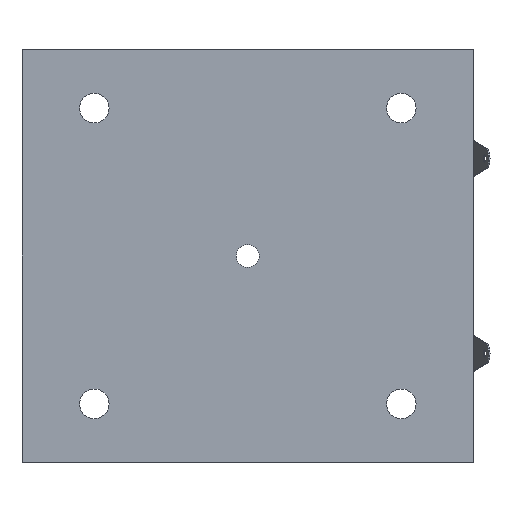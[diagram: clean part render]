
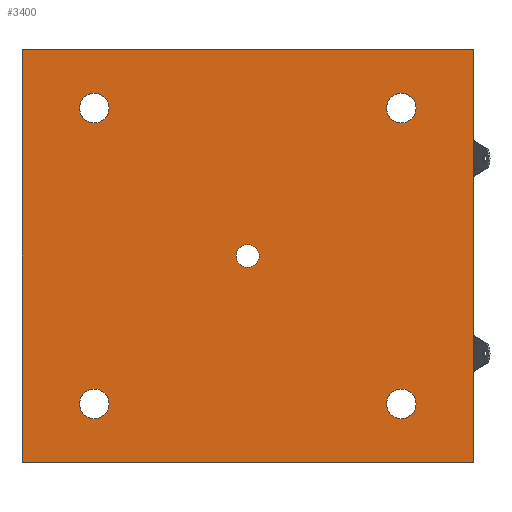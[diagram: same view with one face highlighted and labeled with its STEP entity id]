
A CAD part, front view. The second image highlights one B-rep face of the part: STEP entity #3400.
In plain terms, the highlighted planar face has unit normal (0, -1, 0).
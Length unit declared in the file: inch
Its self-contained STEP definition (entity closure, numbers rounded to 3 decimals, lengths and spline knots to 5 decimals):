
#113 = DIRECTION ( 'NONE',  ( 0., 0., 1. ) ) ;
#121 = DIRECTION ( 'NONE',  ( 0., 1., 0. ) ) ;
#167 = EDGE_CURVE ( 'NONE', #2395, #7060, #10851, .T. ) ;
#169 = CARTESIAN_POINT ( 'NONE',  ( -0.815, 0., 0.785 ) ) ;
#177 = AXIS2_PLACEMENT_3D ( 'NONE', #626, #6183, #9892 ) ;
#211 = DIRECTION ( 'NONE',  ( 0., 0., 1. ) ) ;
#233 = DIRECTION ( 'NONE',  ( 0., 0., 1. ) ) ;
#460 = DIRECTION ( 'NONE',  ( 0., 0., -1. ) ) ;
#491 = ORIENTED_EDGE ( 'NONE', *, *, #10809, .F. ) ;
#504 = DIRECTION ( 'NONE',  ( 0., 0., 1. ) ) ;
#626 = CARTESIAN_POINT ( 'NONE',  ( -0.815, 0., 0.785 ) ) ;
#873 = PLANE ( 'NONE',  #8222 ) ;
#1150 = CARTESIAN_POINT ( 'NONE',  ( 1.1985, 0., -1.096 ) ) ;
#1227 = LINE ( 'NONE', #4279, #6909 ) ;
#1303 = CIRCLE ( 'NONE', #2730, 0.0785 ) ;
#1392 = CARTESIAN_POINT ( 'NONE',  ( -1.1985, 0., 1.096 ) ) ;
#1537 = CARTESIAN_POINT ( 'NONE',  ( 1.1985, 0., 1.096 ) ) ;
#1554 = CARTESIAN_POINT ( 'NONE',  ( 0.815, 0., 0.785 ) ) ;
#1618 = AXIS2_PLACEMENT_3D ( 'NONE', #5952, #11348, #233 ) ;
#1649 = AXIS2_PLACEMENT_3D ( 'NONE', #1554, #10775, #504 ) ;
#1673 = CARTESIAN_POINT ( 'NONE',  ( 0.815, 0., 0.7065 ) ) ;
#1726 = VERTEX_POINT ( 'NONE', #11214 ) ;
#1735 = CARTESIAN_POINT ( 'NONE',  ( 0., 0., 0.061 ) ) ;
#1768 = ORIENTED_EDGE ( 'NONE', *, *, #167, .F. ) ;
#1797 = DIRECTION ( 'NONE',  ( 0., 0., 1. ) ) ;
#1806 = LINE ( 'NONE', #1392, #11404 ) ;
#1874 = VERTEX_POINT ( 'NONE', #1150 ) ;
#2137 = VERTEX_POINT ( 'NONE', #1735 ) ;
#2299 = CARTESIAN_POINT ( 'NONE',  ( 1.1985, 0., 1.096 ) ) ;
#2305 = DIRECTION ( 'NONE',  ( 0., 1., 0. ) ) ;
#2344 = CIRCLE ( 'NONE', #10507, 0.061 ) ;
#2384 = CARTESIAN_POINT ( 'NONE',  ( -0.815, 0., -0.8635 ) ) ;
#2395 = VERTEX_POINT ( 'NONE', #2384 ) ;
#2453 = CARTESIAN_POINT ( 'NONE',  ( 0., 0., -0.061 ) ) ;
#2562 = EDGE_CURVE ( 'NONE', #1874, #3696, #9653, .T. ) ;
#2628 = CIRCLE ( 'NONE', #1618, 0.0785 ) ;
#2730 = AXIS2_PLACEMENT_3D ( 'NONE', #9447, #121, #9324 ) ;
#3241 = EDGE_LOOP ( 'NONE', ( #6518, #12007 ) ) ;
#3388 = VERTEX_POINT ( 'NONE', #10102 ) ;
#3400 = ADVANCED_FACE ( 'NONE', ( #10512, #6142, #7312, #10228, #6891, #8762 ), #873, .F. ) ;
#3419 = CIRCLE ( 'NONE', #1649, 0.0785 ) ;
#3529 = ORIENTED_EDGE ( 'NONE', *, *, #11288, .T. ) ;
#3679 = CARTESIAN_POINT ( 'NONE',  ( 1.1985, 0., 1.096 ) ) ;
#3696 = VERTEX_POINT ( 'NONE', #10429 ) ;
#4102 = VERTEX_POINT ( 'NONE', #1673 ) ;
#4279 = CARTESIAN_POINT ( 'NONE',  ( 1.1985, 0., 1.096 ) ) ;
#4450 = EDGE_CURVE ( 'NONE', #9823, #3388, #10215, .T. ) ;
#4494 = ORIENTED_EDGE ( 'NONE', *, *, #4450, .T. ) ;
#4576 = CIRCLE ( 'NONE', #177, 0.0785 ) ;
#4607 = CARTESIAN_POINT ( 'NONE',  ( 0., 0., 0. ) ) ;
#4616 = CARTESIAN_POINT ( 'NONE',  ( -0.815, 0., -0.785 ) ) ;
#4737 = ORIENTED_EDGE ( 'NONE', *, *, #11024, .T. ) ;
#4739 = CIRCLE ( 'NONE', #8274, 0.061 ) ;
#4746 = CARTESIAN_POINT ( 'NONE',  ( 0.815, 0., 0.785 ) ) ;
#4757 = VERTEX_POINT ( 'NONE', #2453 ) ;
#4787 = CARTESIAN_POINT ( 'NONE',  ( 0.815, 0., -0.8635 ) ) ;
#4821 = DIRECTION ( 'NONE',  ( 0., 0., 1. ) ) ;
#4989 = AXIS2_PLACEMENT_3D ( 'NONE', #7583, #10386, #4821 ) ;
#5217 = AXIS2_PLACEMENT_3D ( 'NONE', #169, #10370, #211 ) ;
#5348 = DIRECTION ( 'NONE',  ( 0., 1., 0. ) ) ;
#5451 = ORIENTED_EDGE ( 'NONE', *, *, #11304, .F. ) ;
#5521 = VERTEX_POINT ( 'NONE', #9230 ) ;
#5740 = VECTOR ( 'NONE', #7856, 39.37008 ) ;
#5833 = DIRECTION ( 'NONE',  ( 0., -1., 0. ) ) ;
#5846 = EDGE_CURVE ( 'NONE', #7060, #2395, #2628, .T. ) ;
#5952 = CARTESIAN_POINT ( 'NONE',  ( -0.815, 0., -0.785 ) ) ;
#6075 = EDGE_CURVE ( 'NONE', #4757, #2137, #2344, .T. ) ;
#6142 = FACE_BOUND ( 'NONE', #3241, .T. ) ;
#6183 = DIRECTION ( 'NONE',  ( 0., 1., 0. ) ) ;
#6474 = DIRECTION ( 'NONE',  ( 0., -1., 0. ) ) ;
#6518 = ORIENTED_EDGE ( 'NONE', *, *, #7086, .T. ) ;
#6593 = DIRECTION ( 'NONE',  ( 0., 0., 1. ) ) ;
#6891 = FACE_BOUND ( 'NONE', #7306, .T. ) ;
#6909 = VECTOR ( 'NONE', #7133, 39.37008 ) ;
#6997 = CARTESIAN_POINT ( 'NONE',  ( 1.1985, 0., -1.096 ) ) ;
#7060 = VERTEX_POINT ( 'NONE', #8522 ) ;
#7086 = EDGE_CURVE ( 'NONE', #1726, #8190, #1303, .T. ) ;
#7133 = DIRECTION ( 'NONE',  ( 0., 0., -1. ) ) ;
#7215 = ORIENTED_EDGE ( 'NONE', *, *, #11358, .F. ) ;
#7306 = EDGE_LOOP ( 'NONE', ( #7215, #491 ) ) ;
#7312 = FACE_BOUND ( 'NONE', #7367, .T. ) ;
#7363 = VERTEX_POINT ( 'NONE', #1537 ) ;
#7367 = EDGE_LOOP ( 'NONE', ( #4494, #3529 ) ) ;
#7583 = CARTESIAN_POINT ( 'NONE',  ( 0.815, 0., -0.785 ) ) ;
#7856 = DIRECTION ( 'NONE',  ( -1., 0., 0. ) ) ;
#7911 = CARTESIAN_POINT ( 'NONE',  ( 0., 0., 0. ) ) ;
#8114 = ORIENTED_EDGE ( 'NONE', *, *, #10211, .T. ) ;
#8190 = VERTEX_POINT ( 'NONE', #4787 ) ;
#8222 = AXIS2_PLACEMENT_3D ( 'NONE', #3679, #11017, #1797 ) ;
#8254 = EDGE_CURVE ( 'NONE', #8190, #1726, #9872, .T. ) ;
#8274 = AXIS2_PLACEMENT_3D ( 'NONE', #7911, #2305, #8793 ) ;
#8343 = ORIENTED_EDGE ( 'NONE', *, *, #5846, .F. ) ;
#8522 = CARTESIAN_POINT ( 'NONE',  ( -0.815, 0., -0.7065 ) ) ;
#8762 = FACE_BOUND ( 'NONE', #10954, .T. ) ;
#8778 = ORIENTED_EDGE ( 'NONE', *, *, #2562, .F. ) ;
#8793 = DIRECTION ( 'NONE',  ( 0., 0., 1. ) ) ;
#9230 = CARTESIAN_POINT ( 'NONE',  ( -1.1985, 0., 1.096 ) ) ;
#9235 = ORIENTED_EDGE ( 'NONE', *, *, #6075, .T. ) ;
#9324 = DIRECTION ( 'NONE',  ( 0., 0., 1. ) ) ;
#9447 = CARTESIAN_POINT ( 'NONE',  ( 0.815, 0., -0.785 ) ) ;
#9653 = LINE ( 'NONE', #6997, #5740 ) ;
#9658 = LINE ( 'NONE', #2299, #11823 ) ;
#9823 = VERTEX_POINT ( 'NONE', #12032 ) ;
#9872 = CIRCLE ( 'NONE', #4989, 0.0785 ) ;
#9892 = DIRECTION ( 'NONE',  ( 0., 0., 1. ) ) ;
#9985 = DIRECTION ( 'NONE',  ( 0., 0., 1. ) ) ;
#10017 = EDGE_LOOP ( 'NONE', ( #10515, #8778, #5451, #4737 ) ) ;
#10102 = CARTESIAN_POINT ( 'NONE',  ( -0.815, 0., 0.7065 ) ) ;
#10211 = EDGE_CURVE ( 'NONE', #2137, #4757, #4739, .T. ) ;
#10215 = CIRCLE ( 'NONE', #5217, 0.0785 ) ;
#10228 = FACE_OUTER_BOUND ( 'NONE', #10017, .T. ) ;
#10370 = DIRECTION ( 'NONE',  ( 0., 1., 0. ) ) ;
#10386 = DIRECTION ( 'NONE',  ( 0., 1., 0. ) ) ;
#10429 = CARTESIAN_POINT ( 'NONE',  ( -1.1985, 0., -1.096 ) ) ;
#10507 = AXIS2_PLACEMENT_3D ( 'NONE', #4607, #5348, #9985 ) ;
#10512 = FACE_BOUND ( 'NONE', #10814, .T. ) ;
#10515 = ORIENTED_EDGE ( 'NONE', *, *, #11266, .T. ) ;
#10660 = CARTESIAN_POINT ( 'NONE',  ( 0.815, 0., 0.8635 ) ) ;
#10775 = DIRECTION ( 'NONE',  ( 0., -1., 0. ) ) ;
#10809 = EDGE_CURVE ( 'NONE', #4102, #11092, #11112, .T. ) ;
#10814 = EDGE_LOOP ( 'NONE', ( #8114, #9235 ) ) ;
#10851 = CIRCLE ( 'NONE', #11454, 0.0785 ) ;
#10954 = EDGE_LOOP ( 'NONE', ( #8343, #1768 ) ) ;
#11017 = DIRECTION ( 'NONE',  ( 0., 1., 0. ) ) ;
#11024 = EDGE_CURVE ( 'NONE', #7363, #5521, #9658, .T. ) ;
#11092 = VERTEX_POINT ( 'NONE', #10660 ) ;
#11112 = CIRCLE ( 'NONE', #11992, 0.0785 ) ;
#11214 = CARTESIAN_POINT ( 'NONE',  ( 0.815, 0., -0.7065 ) ) ;
#11266 = EDGE_CURVE ( 'NONE', #5521, #3696, #1806, .T. ) ;
#11288 = EDGE_CURVE ( 'NONE', #3388, #9823, #4576, .T. ) ;
#11304 = EDGE_CURVE ( 'NONE', #7363, #1874, #1227, .T. ) ;
#11348 = DIRECTION ( 'NONE',  ( 0., -1., 0. ) ) ;
#11358 = EDGE_CURVE ( 'NONE', #11092, #4102, #3419, .T. ) ;
#11404 = VECTOR ( 'NONE', #460, 39.37008 ) ;
#11454 = AXIS2_PLACEMENT_3D ( 'NONE', #4616, #6474, #6593 ) ;
#11498 = DIRECTION ( 'NONE',  ( -1., 0., 0. ) ) ;
#11823 = VECTOR ( 'NONE', #11498, 39.37008 ) ;
#11992 = AXIS2_PLACEMENT_3D ( 'NONE', #4746, #5833, #113 ) ;
#12007 = ORIENTED_EDGE ( 'NONE', *, *, #8254, .T. ) ;
#12032 = CARTESIAN_POINT ( 'NONE',  ( -0.815, 0., 0.8635 ) ) ;
